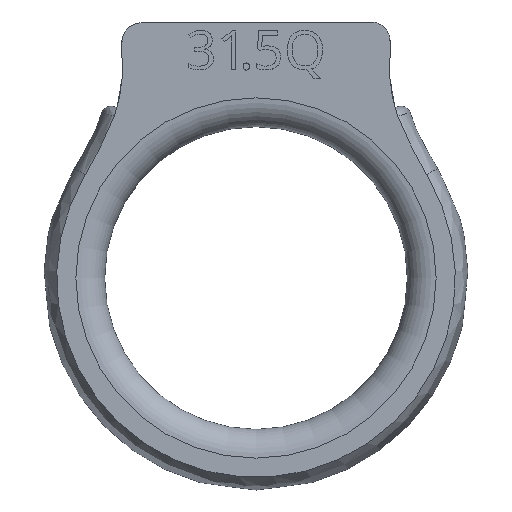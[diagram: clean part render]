
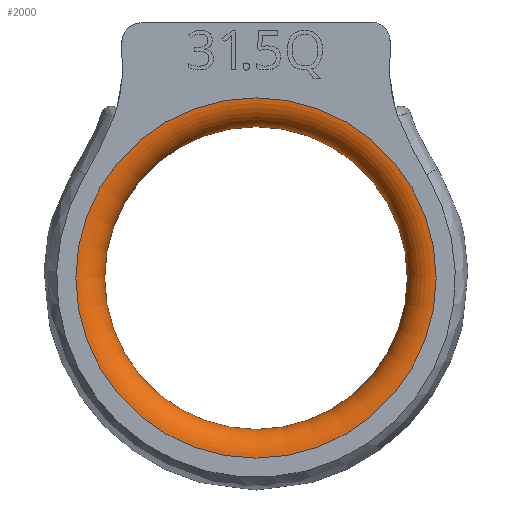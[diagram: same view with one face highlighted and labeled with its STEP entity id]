
A CAD part, top view. The second image highlights one B-rep face of the part: STEP entity #2000.
In plain terms, the highlighted toroidal (fillet/blend) face has major radius 18.75 mm and minor radius 3 mm.
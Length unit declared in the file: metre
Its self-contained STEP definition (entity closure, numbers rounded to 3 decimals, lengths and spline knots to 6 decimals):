
#14=TOROIDAL_SURFACE('',#2114,0.01875,0.003);
#227=CIRCLE('',#2046,0.01875);
#251=CIRCLE('',#2115,0.01575);
#778=ORIENTED_EDGE('',*,*,#918,.F.);
#779=ORIENTED_EDGE('',*,*,#1136,.F.);
#918=EDGE_CURVE('',#1220,#1220,#227,.F.);
#1136=EDGE_CURVE('',#1352,#1352,#251,.T.);
#1220=VERTEX_POINT('',#2625);
#1352=VERTEX_POINT('',#3591);
#1725=EDGE_LOOP('',(#778));
#1726=EDGE_LOOP('',(#779));
#1848=FACE_BOUND('',#1725,.T.);
#1849=FACE_BOUND('',#1726,.T.);
#2000=ADVANCED_FACE('',(#1848,#1849),#14,.T.);
#2046=AXIS2_PLACEMENT_3D('',#2624,#2184,#2185);
#2114=AXIS2_PLACEMENT_3D('',#3589,#2423,#2424);
#2115=AXIS2_PLACEMENT_3D('',#3590,#2425,#2426);
#2184=DIRECTION('',(0.,0.,1.));
#2185=DIRECTION('',(1.,0.,0.));
#2423=DIRECTION('',(0.,0.,1.));
#2424=DIRECTION('',(1.,0.,0.));
#2425=DIRECTION('',(0.,0.,1.));
#2426=DIRECTION('',(1.,0.,0.));
#2624=CARTESIAN_POINT('',(0.,0.,0.01));
#2625=CARTESIAN_POINT('',(0.01875,0.,0.01));
#3589=CARTESIAN_POINT('',(0.,0.,0.007));
#3590=CARTESIAN_POINT('',(0.,0.,0.007));
#3591=CARTESIAN_POINT('',(0.01575,0.,0.007));
